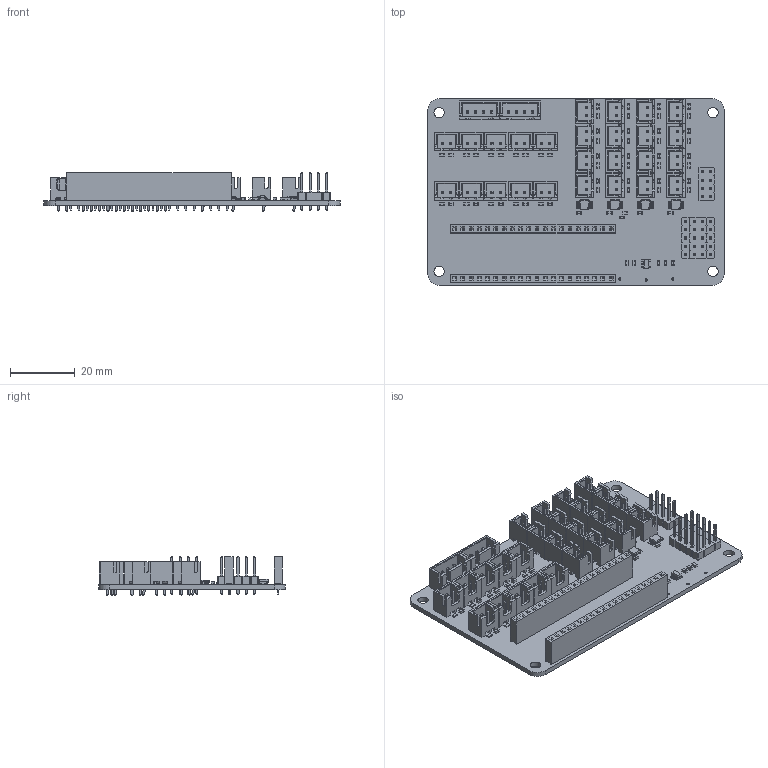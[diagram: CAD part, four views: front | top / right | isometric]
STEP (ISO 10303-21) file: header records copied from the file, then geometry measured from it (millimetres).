
FILE_DESCRIPTION(('KiCad electronic assembly'),'2;1');
FILE_NAME('ThermEX26.step','2025-04-09T16:39:45',('Pcbnew'),('Kicad'), 'Open CASCADE STEP processor 7.9','KiCad to STEP converter','Unknown' );
FILE_SCHEMA(('AUTOMOTIVE_DESIGN { 1 0 10303 214 1 1 1 1 }'));
Length unit declared in the file: millimetre
Products named in the file (12): ThermEX26 1; JST_XH_B2B-XH-A_1x02_P2.50mm_Vertical; C_0603_1608Metric; R_0603_1608Metric; JST_XH_B4B-XH-A_1x04_P2.50mm_Vertical; PinHeader_1x05_P2.54mm_Vertical; VSSOP-10_3x3mm_P0.5mm; PinHeader_2x05_P2.54mm_Vertical; SOT-23-5; PinHeader_2x04_P2.54mm_Vertical; PinSocket_1x20_P2.54mm_Vertical; ThermEX26_PCB
Assembly tree (103 placements, depth 2):
  ThermEX26 1
    JST_XH_B2B-XH-A_1x02_P2.50mm_Vertical  x26
    C_0603_1608Metric  x35
    R_0603_1608Metric  x28
    JST_XH_B4B-XH-A_1x04_P2.50mm_Vertical  x2
    PinHeader_1x05_P2.54mm_Vertical  x2
    VSSOP-10_3x3mm_P0.5mm  x4
    PinHeader_2x05_P2.54mm_Vertical
    SOT-23-5
    PinHeader_2x04_P2.54mm_Vertical
    PinSocket_1x20_P2.54mm_Vertical  x2
    ThermEX26_PCB
Bounding box: 91.35 x 57.52 x 11.94 mm (x, y, z)
Volume: 14963.6 mm3; surface area: 28120 mm2
Topology: 103 solids, 103 shells, 6996 faces, 18272 edges, 11812 vertices
Faces by surface type: plane 5752, cylinder 1079, bspline 165
Full cylindrical faces by diameter (mm): 0.25 x4, 0.7 x3, 0.95 x8, 1 x120, 3.2 x4
Entity records: 67399 total; most frequent: CARTESIAN_POINT 9502, ORIENTED_EDGE 9022, DIRECTION 8513, EDGE_CURVE 4511, LINE 3991, VECTOR 3991, VERTEX_POINT 2870, AXIS2_PLACEMENT_3D 2261
